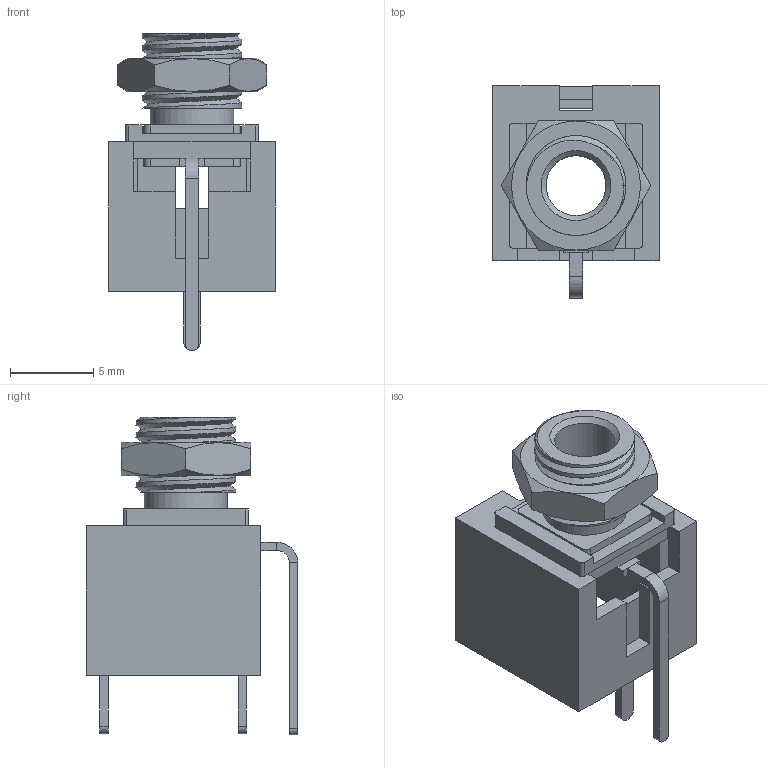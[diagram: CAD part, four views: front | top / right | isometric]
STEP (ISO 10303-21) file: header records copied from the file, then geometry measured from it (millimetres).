
FILE_DESCRIPTION(('FreeCAD Model'),'2;1');
FILE_NAME('PJ366ST_Hex_nut.step','2021-03-19T21:52:29',('Author'),(''), 'Open CASCADE STEP processor 7.3','FreeCAD','Unknown');
FILE_SCHEMA(('AUTOMOTIVE_DESIGN { 1 0 10303 214 1 1 1 1 }'));
Length unit declared in the file: millimetre
Products named in the file (6): Hex_nut; Hole; Body; R; T; S
Bounding box: 10 x 12.73 x 19.05 mm (x, y, z)
Volume: 579.9 mm3; surface area: 1614.3 mm2
Topology: 6 solids, 6 shells, 163 faces, 409 edges, 257 vertices
Faces by surface type: plane 114, cylinder 32, bspline 14, sphere 2, cone 1
Full cylindrical faces by diameter (mm): 3.6 x3, 5 x1, 6 x6
Entity records: 14383 total; most frequent: CARTESIAN_POINT 6006, DIRECTION 1491, LINE 1007, VECTOR 1007, ORIENTED_EDGE 818, PCURVE 818, DEFINITIONAL_REPRESENTATION 818, EDGE_CURVE 409
